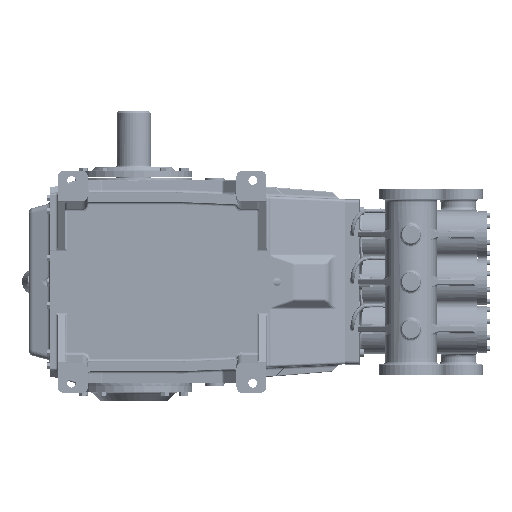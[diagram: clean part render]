
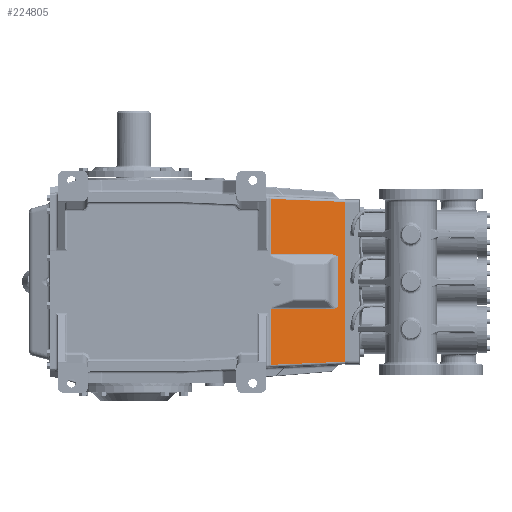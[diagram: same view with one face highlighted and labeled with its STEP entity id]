
A CAD part, front view. The second image highlights one B-rep face of the part: STEP entity #224805.
In plain terms, the highlighted planar face has unit normal (0.342, -0.94, 0).
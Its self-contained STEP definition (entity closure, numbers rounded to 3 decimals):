
#2011 = ORIENTED_EDGE ( 'NONE', *, *, #86985, .T. ) ;
#5094 = CARTESIAN_POINT ( 'NONE',  ( 40.486, 3.853, -3.796 ) ) ;
#5370 = CARTESIAN_POINT ( 'NONE',  ( 40.371, 3.811, 3.855 ) ) ;
#7132 = ORIENTED_EDGE ( 'NONE', *, *, #37443, .T. ) ;
#10389 = ORIENTED_EDGE ( 'NONE', *, *, #62606, .T. ) ;
#11141 = EDGE_CURVE ( 'NONE', #161820, #46930, #17052, .T. ) ;
#14950 = CARTESIAN_POINT ( 'NONE',  ( 41.929, 4.378, -12.992 ) ) ;
#15132 = VERTEX_POINT ( 'NONE', #95663 ) ;
#16148 = EDGE_CURVE ( 'NONE', #184060, #46930, #79215, .T. ) ;
#17052 = LINE ( 'NONE', #187005, #157219 ) ;
#19206 = LINE ( 'NONE', #130983, #65910 ) ;
#20918 = ORIENTED_EDGE ( 'NONE', *, *, #178894, .T. ) ;
#22687 = CARTESIAN_POINT ( 'NONE',  ( 40.371, 3.811, -3.855 ) ) ;
#22927 = CARTESIAN_POINT ( 'NONE',  ( 40.486, 3.853, 3.796 ) ) ;
#23552 = FACE_OUTER_BOUND ( 'NONE', #167915, .T. ) ;
#23841 = CARTESIAN_POINT ( 'NONE',  ( 40.667, 3.919, 3.676 ) ) ;
#32296 = DIRECTION ( 'NONE',  ( 0., 0., -1. ) ) ;
#35590 = VECTOR ( 'NONE', #92973, 39.37 ) ;
#37443 = EDGE_CURVE ( 'NONE', #99913, #184060, #46622, .T. ) ;
#40206 = LINE ( 'NONE', #127395, #174736 ) ;
#40370 = CARTESIAN_POINT ( 'NONE',  ( 40.251, 3.768, -3.905 ) ) ;
#40628 = CARTESIAN_POINT ( 'NONE',  ( 40.578, 3.886, 3.739 ) ) ;
#41515 = VERTEX_POINT ( 'NONE', #100996 ) ;
#41674 = CARTESIAN_POINT ( 'NONE',  ( 40.667, 3.919, -3.676 ) ) ;
#43435 = DIRECTION ( 'NONE',  ( -0.94, -0.342, 0. ) ) ;
#44102 = CARTESIAN_POINT ( 'NONE',  ( 39.711, 3.571, 4.002 ) ) ;
#46622 = LINE ( 'NONE', #198147, #35590 ) ;
#46930 = VERTEX_POINT ( 'NONE', #213876 ) ;
#50968 = CARTESIAN_POINT ( 'NONE',  ( 41.693, 4.292, 11.629 ) ) ;
#52594 = EDGE_CURVE ( 'NONE', #41515, #99913, #19206, .T. ) ;
#57520 = CARTESIAN_POINT ( 'NONE',  ( 39.881, 3.633, 3.995 ) ) ;
#58042 = CARTESIAN_POINT ( 'NONE',  ( 40.047, 3.693, -3.967 ) ) ;
#58295 = CARTESIAN_POINT ( 'NONE',  ( 40.623, 3.903, 3.708 ) ) ;
#62606 = EDGE_CURVE ( 'NONE', #106082, #214052, #159385, .T. ) ;
#64624 = LINE ( 'NONE', #84481, #199144 ) ;
#65910 = VECTOR ( 'NONE', #43435, 39.37 ) ;
#67924 = DIRECTION ( 'NONE',  ( -0.342, 0.94, 0. ) ) ;
#74956 = CARTESIAN_POINT ( 'NONE',  ( 40.632, 3.906, -3.702 ) ) ;
#75693 = CARTESIAN_POINT ( 'NONE',  ( 39.796, 3.602, -4.002 ) ) ;
#75961 = CARTESIAN_POINT ( 'NONE',  ( 40.645, 3.911, 3.692 ) ) ;
#79215 = LINE ( 'NONE', #104395, #213676 ) ;
#81799 = B_SPLINE_CURVE_WITH_KNOTS ( 'NONE', 3,
 ( #197712, #74956, #215301, #110205, #5094, #127951, #22687, #145582, #40370, #163197, #58042, #180844, #75693, #198475 ),
 .UNSPECIFIED., .F., .F.,
 ( 4, 2, 2, 2, 2, 2, 4 ),
 ( 0., 0.003, 0.007, 0.01, 0.014, 0.021, 0.028 ),
 .UNSPECIFIED. ) ;
#84481 = CARTESIAN_POINT ( 'NONE',  ( 30.961, 0.386, -12.992 ) ) ;
#86985 = EDGE_CURVE ( 'NONE', #214052, #130090, #161927, .T. ) ;
#92808 = CARTESIAN_POINT ( 'NONE',  ( 40.13, 3.723, 3.947 ) ) ;
#92973 = DIRECTION ( 'NONE',  ( 0., 0., -1. ) ) ;
#93573 = CARTESIAN_POINT ( 'NONE',  ( 40.659, 3.916, 3.682 ) ) ;
#93624 = CARTESIAN_POINT ( 'NONE',  ( 40.667, 3.919, 12.992 ) ) ;
#95359 = DIRECTION ( 'NONE',  ( 0., 0., -1. ) ) ;
#95663 = CARTESIAN_POINT ( 'NONE',  ( 30.961, 0.386, 4.002 ) ) ;
#97783 = VECTOR ( 'NONE', #156677, 39.37 ) ;
#99913 = VERTEX_POINT ( 'NONE', #145067 ) ;
#100996 = CARTESIAN_POINT ( 'NONE',  ( 39.711, 3.571, -4.002 ) ) ;
#103241 = LINE ( 'NONE', #138992, #97783 ) ;
#104395 = CARTESIAN_POINT ( 'NONE',  ( 41.879, 4.36, -11.621 ) ) ;
#106082 = VERTEX_POINT ( 'NONE', #44102 ) ;
#109217 = ORIENTED_EDGE ( 'NONE', *, *, #141961, .T. ) ;
#110205 = CARTESIAN_POINT ( 'NONE',  ( 40.523, 3.866, -3.774 ) ) ;
#110466 = CARTESIAN_POINT ( 'NONE',  ( 40.292, 3.782, 3.89 ) ) ;
#111209 = CARTESIAN_POINT ( 'NONE',  ( 40.667, 3.919, 3.676 ) ) ;
#114722 = EDGE_CURVE ( 'NONE', #161820, #150300, #40206, .T. ) ;
#125771 = ORIENTED_EDGE ( 'NONE', *, *, #114722, .T. ) ;
#127395 = CARTESIAN_POINT ( 'NONE',  ( 42.824, 4.704, 11.582 ) ) ;
#127951 = CARTESIAN_POINT ( 'NONE',  ( 40.41, 3.825, -3.837 ) ) ;
#128196 = CARTESIAN_POINT ( 'NONE',  ( 40.41, 3.825, 3.837 ) ) ;
#130090 = VERTEX_POINT ( 'NONE', #41674 ) ;
#130983 = CARTESIAN_POINT ( 'NONE',  ( 41.929, 4.378, -4.002 ) ) ;
#134145 = ORIENTED_EDGE ( 'NONE', *, *, #11141, .F. ) ;
#138801 = ORIENTED_EDGE ( 'NONE', *, *, #16148, .T. ) ;
#138992 = CARTESIAN_POINT ( 'NONE',  ( 41.929, 4.378, 4.002 ) ) ;
#141961 = EDGE_CURVE ( 'NONE', #15132, #106082, #103241, .T. ) ;
#143049 = EDGE_CURVE ( 'NONE', #150300, #15132, #64624, .T. ) ;
#145067 = CARTESIAN_POINT ( 'NONE',  ( 30.961, 0.386, -4.002 ) ) ;
#145095 = CARTESIAN_POINT ( 'NONE',  ( 39.796, 3.602, 4.002 ) ) ;
#145582 = CARTESIAN_POINT ( 'NONE',  ( 40.292, 3.782, -3.89 ) ) ;
#145843 = CARTESIAN_POINT ( 'NONE',  ( 40.523, 3.866, 3.774 ) ) ;
#150300 = VERTEX_POINT ( 'NONE', #184952 ) ;
#156677 = DIRECTION ( 'NONE',  ( 0.94, 0.342, 0. ) ) ;
#157219 = VECTOR ( 'NONE', #95359, 39.37 ) ;
#159385 = B_SPLINE_CURVE_WITH_KNOTS ( 'NONE', 3,
 ( #180333, #145095, #57520, #197972, #92808, #215554, #110466, #5370, #128196, #22927, #145843, #40628, #163446, #58295, #181102, #75961, #198706, #93573, #216321, #111209 ),
 .UNSPECIFIED., .F., .F.,
 ( 4, 2, 2, 2, 2, 2, 2, 2, 2, 4 ),
 ( 0., 0.007, 0.014, 0.017, 0.021, 0.024, 0.026, 0.027, 0.027, 0.027 ),
 .UNSPECIFIED. ) ;
#161820 = VERTEX_POINT ( 'NONE', #50968 ) ;
#161927 = LINE ( 'NONE', #93624, #203017 ) ;
#163197 = CARTESIAN_POINT ( 'NONE',  ( 40.13, 3.723, -3.947 ) ) ;
#163446 = CARTESIAN_POINT ( 'NONE',  ( 40.596, 3.893, 3.726 ) ) ;
#167915 = EDGE_LOOP ( 'NONE', ( #134145, #125771, #205416, #109217, #10389, #2011, #20918, #199322, #7132, #138801 ) ) ;
#173117 = PLANE ( 'NONE',  #176666 ) ;
#174736 = VECTOR ( 'NONE', #180296, 39.37 ) ;
#176666 = AXIS2_PLACEMENT_3D ( 'NONE', #14950, #67924, #190745 ) ;
#178894 = EDGE_CURVE ( 'NONE', #130090, #41515, #81799, .T. ) ;
#180296 = DIRECTION ( 'NONE',  ( -0.939, -0.342, 0.039 ) ) ;
#180333 = CARTESIAN_POINT ( 'NONE',  ( 39.711, 3.571, 4.002 ) ) ;
#180844 = CARTESIAN_POINT ( 'NONE',  ( 39.881, 3.633, -3.995 ) ) ;
#181102 = CARTESIAN_POINT ( 'NONE',  ( 40.632, 3.906, 3.701 ) ) ;
#181897 = DIRECTION ( 'NONE',  ( 0., 0., -1. ) ) ;
#183229 = DIRECTION ( 'NONE',  ( 0.939, 0.342, 0.039 ) ) ;
#184060 = VERTEX_POINT ( 'NONE', #216642 ) ;
#184952 = CARTESIAN_POINT ( 'NONE',  ( 30.961, 0.386, 12.072 ) ) ;
#187005 = CARTESIAN_POINT ( 'NONE',  ( 41.693, 4.292, -12.992 ) ) ;
#190745 = DIRECTION ( 'NONE',  ( 0.94, 0.342, 0. ) ) ;
#197712 = CARTESIAN_POINT ( 'NONE',  ( 40.667, 3.919, -3.676 ) ) ;
#197972 = CARTESIAN_POINT ( 'NONE',  ( 40.047, 3.693, 3.967 ) ) ;
#198147 = CARTESIAN_POINT ( 'NONE',  ( 30.961, 0.386, -12.992 ) ) ;
#198475 = CARTESIAN_POINT ( 'NONE',  ( 39.711, 3.571, -4.002 ) ) ;
#198706 = CARTESIAN_POINT ( 'NONE',  ( 40.65, 3.913, 3.689 ) ) ;
#199144 = VECTOR ( 'NONE', #32296, 39.37 ) ;
#199322 = ORIENTED_EDGE ( 'NONE', *, *, #52594, .T. ) ;
#203017 = VECTOR ( 'NONE', #181897, 39.37 ) ;
#205416 = ORIENTED_EDGE ( 'NONE', *, *, #143049, .T. ) ;
#213676 = VECTOR ( 'NONE', #183229, 39.37 ) ;
#213876 = CARTESIAN_POINT ( 'NONE',  ( 41.693, 4.292, -11.629 ) ) ;
#214052 = VERTEX_POINT ( 'NONE', #23841 ) ;
#215301 = CARTESIAN_POINT ( 'NONE',  ( 40.596, 3.893, -3.727 ) ) ;
#215554 = CARTESIAN_POINT ( 'NONE',  ( 40.251, 3.768, 3.905 ) ) ;
#216321 = CARTESIAN_POINT ( 'NONE',  ( 40.663, 3.917, 3.679 ) ) ;
#216642 = CARTESIAN_POINT ( 'NONE',  ( 30.961, 0.386, -12.072 ) ) ;
#224805 = ADVANCED_FACE ( 'NONE', ( #23552 ), #173117, .F. ) ;
